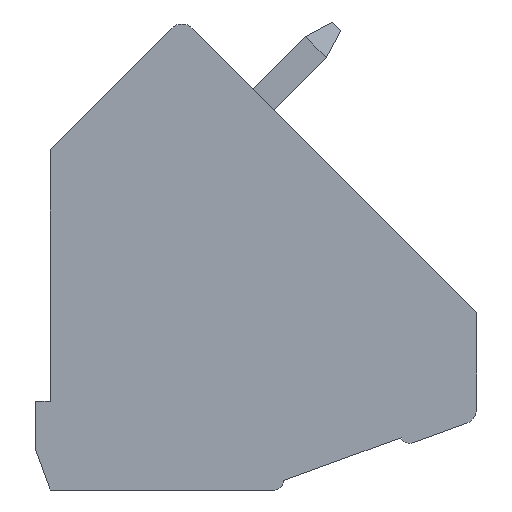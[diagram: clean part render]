
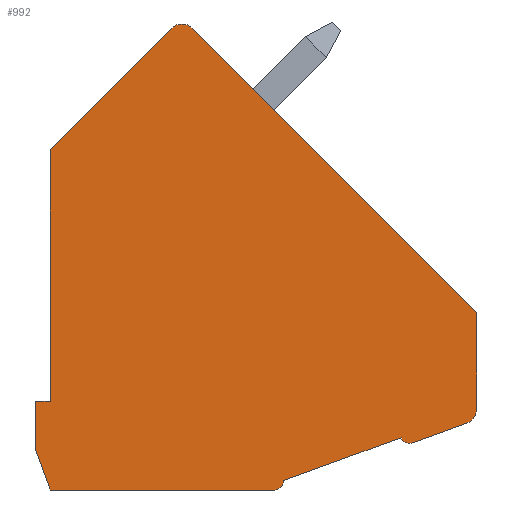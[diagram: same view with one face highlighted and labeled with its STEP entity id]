
A CAD part, left-side view. The second image highlights one B-rep face of the part: STEP entity #992.
In plain terms, the highlighted planar face has unit normal (-1, 0, 0).
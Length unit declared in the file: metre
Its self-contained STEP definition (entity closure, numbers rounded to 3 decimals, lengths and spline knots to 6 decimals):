
#992 = ADVANCED_FACE( '', ( #2070 ), #2071, .F. );
#2070 = FACE_OUTER_BOUND( '', #3303, .T. );
#2071 = PLANE( '', #3304 );
#3303 = EDGE_LOOP( '', ( #6343, #6344, #6345, #6346, #6347, #6348, #6349, #6350, #6351, #6352, #6353, #6354, #6355, #6356, #6357 ) );
#3304 = AXIS2_PLACEMENT_3D( '', #6358, #6359, #6360 );
#6343 = ORIENTED_EDGE( '', *, *, #7871, .F. );
#6344 = ORIENTED_EDGE( '', *, *, #7724, .F. );
#6345 = ORIENTED_EDGE( '', *, *, #8014, .F. );
#6346 = ORIENTED_EDGE( '', *, *, #7478, .F. );
#6347 = ORIENTED_EDGE( '', *, *, #8017, .F. );
#6348 = ORIENTED_EDGE( '', *, *, #7415, .F. );
#6349 = ORIENTED_EDGE( '', *, *, #7297, .F. );
#6350 = ORIENTED_EDGE( '', *, *, #8194, .F. );
#6351 = ORIENTED_EDGE( '', *, *, #8417, .F. );
#6352 = ORIENTED_EDGE( '', *, *, #7624, .F. );
#6353 = ORIENTED_EDGE( '', *, *, #7147, .F. );
#6354 = ORIENTED_EDGE( '', *, *, #8052, .F. );
#6355 = ORIENTED_EDGE( '', *, *, #8418, .F. );
#6356 = ORIENTED_EDGE( '', *, *, #7695, .F. );
#6357 = ORIENTED_EDGE( '', *, *, #7488, .F. );
#6358 = CARTESIAN_POINT( '', ( -0.0032, -0.003575, 0.0003 ) );
#6359 = DIRECTION( '', ( 1., 0., 0. ) );
#6360 = DIRECTION( '', ( 0., 0., -1. ) );
#7147 = EDGE_CURVE( '', #8574, #8576, #8577, .T. );
#7297 = EDGE_CURVE( '', #8849, #8851, #8852, .T. );
#7415 = EDGE_CURVE( '', #8851, #9055, #9056, .T. );
#7478 = EDGE_CURVE( '', #9157, #9159, #9160, .T. );
#7488 = EDGE_CURVE( '', #9173, #9175, #9176, .T. );
#7624 = EDGE_CURVE( '', #8576, #9407, #9408, .T. );
#7695 = EDGE_CURVE( '', #9175, #9519, #9520, .T. );
#7724 = EDGE_CURVE( '', #9562, #9564, #9565, .T. );
#7871 = EDGE_CURVE( '', #9564, #9173, #9788, .T. );
#8014 = EDGE_CURVE( '', #9159, #9562, #9989, .T. );
#8017 = EDGE_CURVE( '', #9055, #9157, #9992, .T. );
#8052 = EDGE_CURVE( '', #10034, #8574, #10036, .T. );
#8194 = EDGE_CURVE( '', #10231, #8849, #10233, .T. );
#8417 = EDGE_CURVE( '', #9407, #10231, #10502, .T. );
#8418 = EDGE_CURVE( '', #9519, #10034, #10503, .T. );
#8574 = VERTEX_POINT( '', #10676 );
#8576 = VERTEX_POINT( '', #10679 );
#8577 = LINE( '', #10680, #10681 );
#8849 = VERTEX_POINT( '', #11083 );
#8851 = VERTEX_POINT( '', #11086 );
#8852 = LINE( '', #11087, #11088 );
#9055 = VERTEX_POINT( '', #11377 );
#9056 = CIRCLE( '', #11378, 0.0005 );
#9157 = VERTEX_POINT( '', #11524 );
#9159 = VERTEX_POINT( '', #11527 );
#9160 = CIRCLE( '', #11528, 0.0003 );
#9173 = VERTEX_POINT( '', #11547 );
#9175 = VERTEX_POINT( '', #11550 );
#9176 = LINE( '', #11551, #11552 );
#9407 = VERTEX_POINT( '', #11937 );
#9408 = LINE( '', #11938, #11939 );
#9519 = VERTEX_POINT( '', #12105 );
#9520 = LINE( '', #12106, #12107 );
#9562 = VERTEX_POINT( '', #12169 );
#9564 = VERTEX_POINT( '', #12172 );
#9565 = LINE( '', #12173, #12174 );
#9788 = CIRCLE( '', #12523, 0.0003 );
#9989 = LINE( '', #12824, #12825 );
#9992 = LINE( '', #12829, #12830 );
#10034 = VERTEX_POINT( '', #12891 );
#10036 = LINE( '', #12894, #12895 );
#10231 = VERTEX_POINT( '', #13179 );
#10233 = LINE( '', #13182, #13183 );
#10502 = CIRCLE( '', #13576, 0.0005 );
#10503 = LINE( '', #13577, #13578 );
#10676 = CARTESIAN_POINT( '', ( -0.0032, 0.004, 0.003 ) );
#10679 = CARTESIAN_POINT( '', ( -0.0032, 0.004, 0.011489 ) );
#10680 = CARTESIAN_POINT( '', ( -0.0032, 0.004, 0.003 ) );
#10681 = VECTOR( '', #13776, 1. );
#11083 = CARTESIAN_POINT( '', ( -0.0032, -0.0104, 0.006 ) );
#11086 = CARTESIAN_POINT( '', ( -0.0032, -0.0104, 0.002725 ) );
#11087 = CARTESIAN_POINT( '', ( -0.0032, -0.0104, 0.006 ) );
#11088 = VECTOR( '', #13929, 1. );
#11377 = CARTESIAN_POINT( '', ( -0.0032, -0.010071, 0.002255 ) );
#11378 = AXIS2_PLACEMENT_3D( '', #14046, #14047, #14048 );
#11524 = CARTESIAN_POINT( '', ( -0.0032, -0.008243, 0.00159 ) );
#11527 = CARTESIAN_POINT( '', ( -0.0032, -0.007858, 0.001769 ) );
#11528 = AXIS2_PLACEMENT_3D( '', #14110, #14111, #14112 );
#11547 = CARTESIAN_POINT( '', ( -0.0032, -0.003575, 0. ) );
#11550 = CARTESIAN_POINT( '', ( -0.0032, 0.004001, 0. ) );
#11551 = CARTESIAN_POINT( '', ( -0.0032, -0.003575, 0. ) );
#11552 = VECTOR( '', #14123, 1. );
#11937 = CARTESIAN_POINT( '', ( -0.0032, -0.000096, 0.015596 ) );
#11938 = CARTESIAN_POINT( '', ( -0.0032, 0.004, 0.011489 ) );
#11939 = VECTOR( '', #14272, 1. );
#12105 = CARTESIAN_POINT( '', ( -0.0032, 0.0045, 0.00137 ) );
#12106 = CARTESIAN_POINT( '', ( -0.0032, 0.0045, 0.00137 ) );
#12107 = VECTOR( '', #14343, 1. );
#12169 = CARTESIAN_POINT( '', ( -0.0032, -0.003875, 0.000319 ) );
#12172 = CARTESIAN_POINT( '', ( -0.0032, -0.003875, 0.0003 ) );
#12173 = CARTESIAN_POINT( '', ( -0.0032, -0.003875, 0.000319 ) );
#12174 = VECTOR( '', #14368, 1. );
#12523 = AXIS2_PLACEMENT_3D( '', #14498, #14499, #14500 );
#12824 = CARTESIAN_POINT( '', ( -0.0032, -0.007858, 0.001769 ) );
#12825 = VECTOR( '', #14628, 1. );
#12829 = CARTESIAN_POINT( '', ( -0.0032, -0.010071, 0.002255 ) );
#12830 = VECTOR( '', #14630, 1. );
#12891 = CARTESIAN_POINT( '', ( -0.0032, 0.0045, 0.003 ) );
#12894 = CARTESIAN_POINT( '', ( -0.0032, 0.0045, 0.003 ) );
#12895 = VECTOR( '', #14657, 1. );
#13179 = CARTESIAN_POINT( '', ( -0.0032, -0.000804, 0.015596 ) );
#13182 = CARTESIAN_POINT( '', ( -0.0032, -0.000804, 0.015596 ) );
#13183 = VECTOR( '', #14793, 1. );
#13576 = AXIS2_PLACEMENT_3D( '', #14966, #14967, #14968 );
#13577 = CARTESIAN_POINT( '', ( -0.0032, 0.0045, 0.003 ) );
#13578 = VECTOR( '', #14969, 1. );
#13776 = DIRECTION( '', ( 0., 0., 1. ) );
#13929 = DIRECTION( '', ( 0., 0., -1. ) );
#14046 = CARTESIAN_POINT( '', ( -0.0032, -0.0099, 0.002725 ) );
#14047 = DIRECTION( '', ( 1., 0., 0. ) );
#14048 = DIRECTION( '', ( 0., 0., 1. ) );
#14110 = CARTESIAN_POINT( '', ( -0.0032, -0.00814, 0.001872 ) );
#14111 = DIRECTION( '', ( 1., 0., 0. ) );
#14112 = DIRECTION( '', ( 0., 0., 1. ) );
#14123 = DIRECTION( '', ( 0., 1., 0. ) );
#14272 = DIRECTION( '', ( 0., -0.706, 0.708 ) );
#14343 = DIRECTION( '', ( 0., 0.342, 0.94 ) );
#14368 = DIRECTION( '', ( 0., 0., -1. ) );
#14498 = CARTESIAN_POINT( '', ( -0.0032, -0.003575, 0.0003 ) );
#14499 = DIRECTION( '', ( 1., 0., 0. ) );
#14500 = DIRECTION( '', ( 0., 0., 1. ) );
#14628 = DIRECTION( '', ( 0., 0.94, -0.342 ) );
#14630 = DIRECTION( '', ( 0., 0.94, -0.342 ) );
#14657 = DIRECTION( '', ( 0., -1., 0. ) );
#14793 = DIRECTION( '', ( 0., -0.707, -0.707 ) );
#14966 = CARTESIAN_POINT( '', ( -0.0032, -0.00045, 0.015242 ) );
#14967 = DIRECTION( '', ( 1., 0., 0. ) );
#14968 = DIRECTION( '', ( 0., 0., -1. ) );
#14969 = DIRECTION( '', ( 0., 0., 1. ) );
